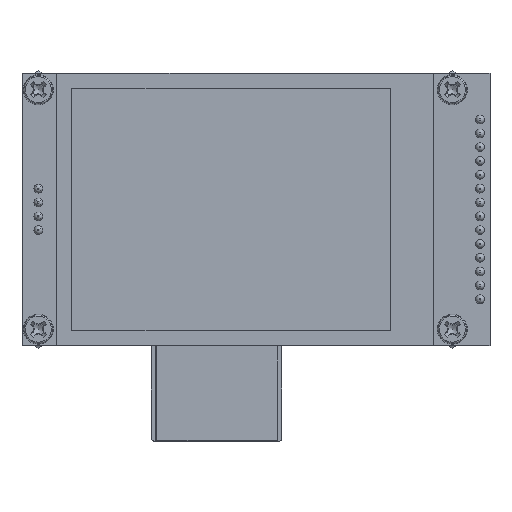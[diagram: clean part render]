
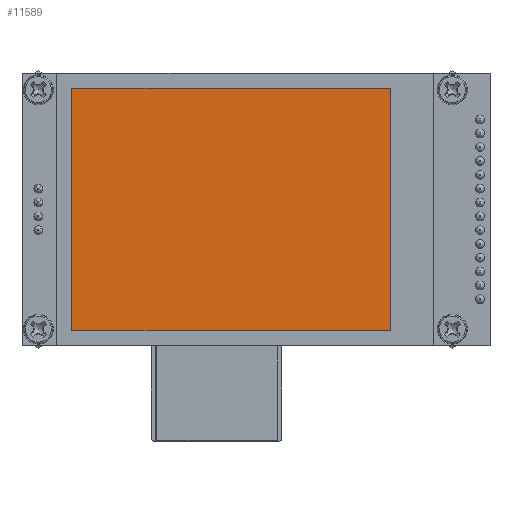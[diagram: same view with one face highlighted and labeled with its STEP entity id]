
A CAD part, top view. The second image highlights one B-rep face of the part: STEP entity #11589.
In plain terms, the highlighted planar face has unit normal (0, 0, 1).
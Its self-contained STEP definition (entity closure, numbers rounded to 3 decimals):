
#11460 = VERTEX_POINT('',#11461);
#11461 = CARTESIAN_POINT('',(-26.75,22.25,3.5));
#11467 = EDGE_CURVE('',#11460,#11468,#11470,.T.);
#11468 = VERTEX_POINT('',#11469);
#11469 = CARTESIAN_POINT('',(31.85,22.25,3.5));
#11470 = LINE('',#11471,#11472);
#11471 = CARTESIAN_POINT('',(-26.75,22.25,3.5));
#11472 = VECTOR('',#11473,1.);
#11473 = DIRECTION('',(1.,0.,0.));
#11498 = EDGE_CURVE('',#11468,#11499,#11501,.T.);
#11499 = VERTEX_POINT('',#11500);
#11500 = CARTESIAN_POINT('',(31.85,-22.25,3.5));
#11501 = LINE('',#11502,#11503);
#11502 = CARTESIAN_POINT('',(31.85,22.25,3.5));
#11503 = VECTOR('',#11504,1.);
#11504 = DIRECTION('',(0.,-1.,0.));
#11529 = EDGE_CURVE('',#11499,#11530,#11532,.T.);
#11530 = VERTEX_POINT('',#11531);
#11531 = CARTESIAN_POINT('',(-26.75,-22.25,3.5));
#11532 = LINE('',#11533,#11534);
#11533 = CARTESIAN_POINT('',(31.85,-22.25,3.5));
#11534 = VECTOR('',#11535,1.);
#11535 = DIRECTION('',(-1.,0.,0.));
#11560 = EDGE_CURVE('',#11530,#11460,#11561,.T.);
#11561 = LINE('',#11562,#11563);
#11562 = CARTESIAN_POINT('',(-26.75,-22.25,3.5));
#11563 = VECTOR('',#11564,1.);
#11564 = DIRECTION('',(0.,1.,0.));
#11589 = ADVANCED_FACE('',(#11590),#11596,.T.);
#11590 = FACE_BOUND('',#11591,.F.);
#11591 = EDGE_LOOP('',(#11592,#11593,#11594,#11595));
#11592 = ORIENTED_EDGE('',*,*,#11467,.T.);
#11593 = ORIENTED_EDGE('',*,*,#11498,.T.);
#11594 = ORIENTED_EDGE('',*,*,#11529,.T.);
#11595 = ORIENTED_EDGE('',*,*,#11560,.T.);
#11596 = PLANE('',#11597);
#11597 = AXIS2_PLACEMENT_3D('',#11598,#11599,#11600);
#11598 = CARTESIAN_POINT('',(2.55,0.,3.5));
#11599 = DIRECTION('',(0.,0.,1.));
#11600 = DIRECTION('',(1.,0.,0.));
